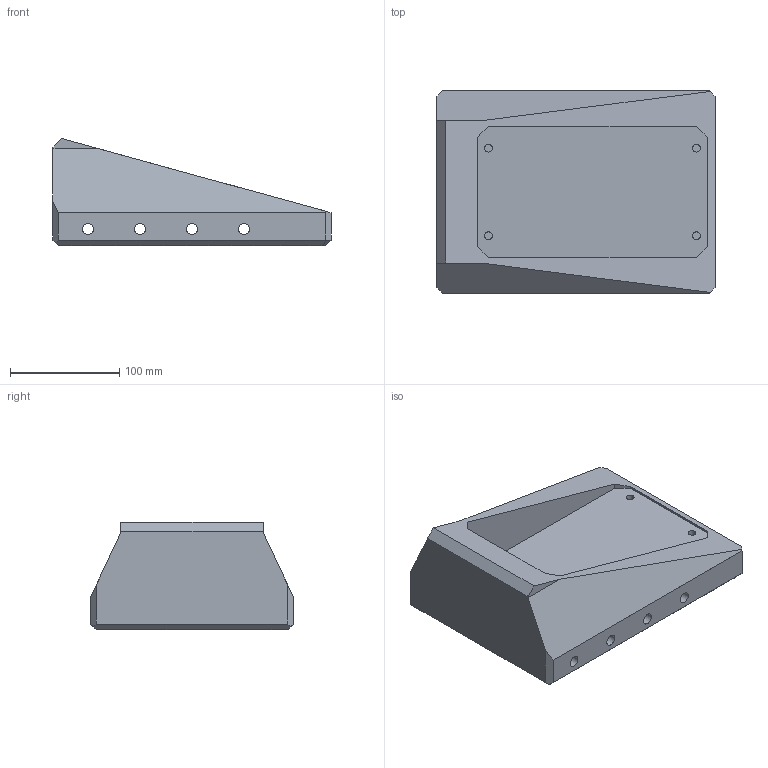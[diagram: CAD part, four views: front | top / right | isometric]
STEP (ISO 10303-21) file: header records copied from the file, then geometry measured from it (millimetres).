
FILE_DESCRIPTION(/* description */ (''),/* implementation_level */ '2;1');
FILE_NAME(/* name */ 'FlyWheel Footpad v5.step',/* time_stamp */ '2025-06-15T15:45:53-04:00',/* author */ (''),/* organization */ (''),/* preprocessor_version */ 'ST-DEVELOPER v20.1',/* originating_system */ 'Autodesk Translation Framework v14.10.0.0',/* authorisation */ '');
FILE_SCHEMA (('AUTOMOTIVE_DESIGN { 1 0 10303 214 3 1 1 }'));
Length unit declared in the file: millimetre
Products named in the file (1): FlyWheel Footpad
Bounding box: 254 x 184.9 x 97.84 mm (x, y, z)
Volume: 2005552.6 mm3; surface area: 184981.1 mm2
Topology: 1 solids, 1 shells, 319 faces, 869 edges, 557 vertices
Faces by surface type: plane 311, cylinder 8
Full cylindrical faces by diameter (mm): 7 x4, 10.1 x4
Entity records: 9832 total; most frequent: CARTESIAN_POINT 1746, ORIENTED_EDGE 1738, DIRECTION 1525, EDGE_CURVE 869, LINE 853, VECTOR 853, VERTEX_POINT 557, AXIS2_PLACEMENT_3D 336
